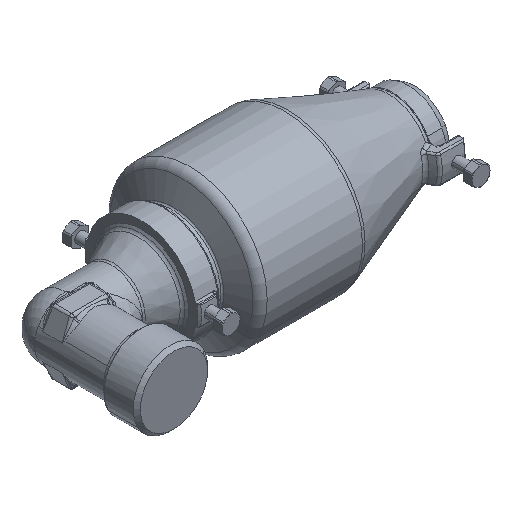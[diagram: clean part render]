
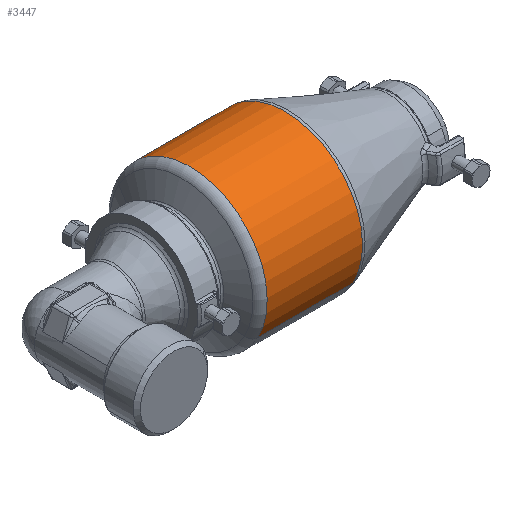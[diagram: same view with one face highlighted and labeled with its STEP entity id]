
A CAD part, isometric view. The second image highlights one B-rep face of the part: STEP entity #3447.
In plain terms, the highlighted cylindrical face has radius 43.5 mm (diameter 87 mm), a partial arc.
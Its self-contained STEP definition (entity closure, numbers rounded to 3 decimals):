
#3381=CARTESIAN_POINT('Vertex',(75.334,38.175,20.855)) ;
#3384=CARTESIAN_POINT('Axis2P3D Location',(75.334,0.,0.)) ;
#3388=CARTESIAN_POINT('Vertex',(75.334,-38.175,-20.855)) ;
#3417=CARTESIAN_POINT('Axis2P3D Location',(71.25,0.,0.)) ;
#3422=CARTESIAN_POINT('Line Origine',(48.53,-38.175,-20.855)) ;
#3426=CARTESIAN_POINT('Vertex',(21.725,-38.175,-20.855)) ;
#3429=CARTESIAN_POINT('Line Origine',(48.53,38.175,20.855)) ;
#3433=CARTESIAN_POINT('Vertex',(21.725,38.175,20.855)) ;
#3436=CARTESIAN_POINT('Axis2P3D Location',(21.725,0.,0.)) ;
#3424=VECTOR('Line Direction',#3423,1.) ;
#3431=VECTOR('Line Direction',#3430,1.) ;
#3385=DIRECTION('Axis2P3D Direction',(1.,0.,0.)) ;
#3418=DIRECTION('Axis2P3D Direction',(1.,0.,0.)) ;
#3419=DIRECTION('Axis2P3D XDirection',(0.,0.878,0.479)) ;
#3423=DIRECTION('Vector Direction',(1.,0.,0.)) ;
#3430=DIRECTION('Vector Direction',(1.,0.,0.)) ;
#3437=DIRECTION('Axis2P3D Direction',(1.,0.,0.)) ;
#3386=AXIS2_PLACEMENT_3D('Circle Axis2P3D',#3384,#3385,$) ;
#3420=AXIS2_PLACEMENT_3D('Cylinder Axis2P3D',#3417,#3418,#3419) ;
#3438=AXIS2_PLACEMENT_3D('Circle Axis2P3D',#3436,#3437,$) ;
#3425=LINE('Line',#3422,#3424) ;
#3432=LINE('Line',#3429,#3431) ;
#3387=CIRCLE('generated circle',#3386,43.5) ;
#3439=CIRCLE('generated circle',#3438,43.5) ;
#3421=CYLINDRICAL_SURFACE('generated cylinder',#3420,43.5) ;
#3390=EDGE_CURVE('',#3382,#3389,#3387,.T.) ;
#3428=EDGE_CURVE('',#3389,#3427,#3425,.F.) ;
#3435=EDGE_CURVE('',#3382,#3434,#3432,.F.) ;
#3440=EDGE_CURVE('',#3434,#3427,#3439,.T.) ;
#3442=ORIENTED_EDGE('',*,*,#3428,.F.) ;
#3443=ORIENTED_EDGE('',*,*,#3390,.F.) ;
#3444=ORIENTED_EDGE('',*,*,#3435,.T.) ;
#3445=ORIENTED_EDGE('',*,*,#3440,.T.) ;
#3441=EDGE_LOOP('',(#3442,#3443,#3444,#3445)) ;
#3382=VERTEX_POINT('',#3381) ;
#3389=VERTEX_POINT('',#3388) ;
#3427=VERTEX_POINT('',#3426) ;
#3434=VERTEX_POINT('',#3433) ;
#3447=ADVANCED_FACE('PartBody',(#3446),#3421,.T.) ;
#3446=FACE_OUTER_BOUND('',#3441,.T.) ;
